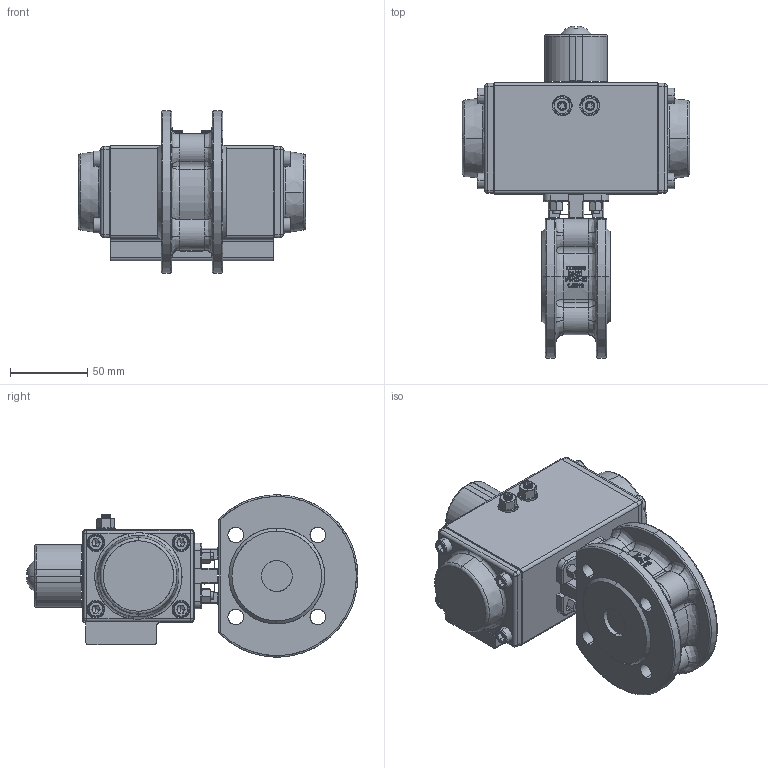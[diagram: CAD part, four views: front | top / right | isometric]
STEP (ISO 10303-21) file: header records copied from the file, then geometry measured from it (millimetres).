
FILE_DESCRIPTION (( 'STEP AP214' ), '1' );
FILE_NAME ('PK06_DN20 (PK06010004).STEP', '2022-05-02T13:30:20', ( '' ), ( '' ), 'SwSTEP 2.0', 'SolidWorks 2021', '' );
FILE_SCHEMA (( 'AUTOMOTIVE_DESIGN' ));
Length unit declared in the file: metre
Products named in the file (1): PK06_DN20 (PK06010004)
Bounding box: 147 x 214.65 x 105 mm (x, y, z)
Surface area: 103946 mm2 (no closed solid volume)
Topology: 0 solids, 666 shells, 832 faces, 4124 edges, 3875 vertices
Faces by surface type: cylinder 271, bspline 247, plane 232, cone 80, sphere 2
Entity records: 88129 total; most frequent: CARTESIAN_POINT 50345, DIRECTION 4925, ORIENTED_EDGE 4348, EDGE_CURVE 4080, VERTEX_POINT 3875, AXIS2_PLACEMENT_3D 1765, B_SPLINE_CURVE_WITH_KNOTS 1506, LINE 1395
